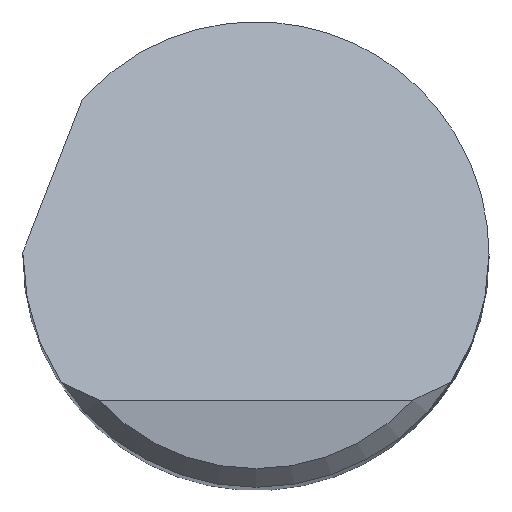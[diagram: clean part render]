
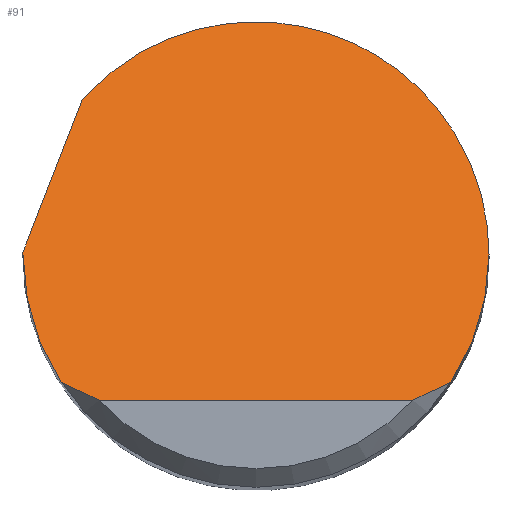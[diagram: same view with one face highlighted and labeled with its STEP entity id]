
A CAD part, top view. The second image highlights one B-rep face of the part: STEP entity #91.
In plain terms, the highlighted planar face has unit normal (0, 0.707, 0.707).
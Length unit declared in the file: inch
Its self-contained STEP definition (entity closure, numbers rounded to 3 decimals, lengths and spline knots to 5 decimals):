
#9 = VECTOR ( 'NONE', #420, 39.37008 ) ;
#17 = EDGE_CURVE ( 'NONE', #589, #304, #122, .T. ) ;
#23 = CARTESIAN_POINT ( 'NONE',  ( -0.00341, 0.27733, 1.60517 ) ) ;
#24 = CARTESIAN_POINT ( 'NONE',  ( 0.157, -0.1025, 1.985 ) ) ;
#47 = EDGE_CURVE ( 'NONE', #704, #327, #560, .T. ) ;
#51 = ORIENTED_EDGE ( 'NONE', *, *, #696, .F. ) ;
#73 = CARTESIAN_POINT ( 'NONE',  ( -0.1875, 0.00067, 1.88183 ) ) ;
#90 = FACE_OUTER_BOUND ( 'NONE', #434, .T. ) ;
#91 = ADVANCED_FACE ( 'NONE', ( #90 ), #210, .F. ) ;
#106 = ORIENTED_EDGE ( 'NONE', *, *, #475, .F. ) ;
#122 = LINE ( 'NONE', #358, #9 ) ;
#129 = ORIENTED_EDGE ( 'NONE', *, *, #47, .T. ) ;
#154 = CARTESIAN_POINT ( 'NONE',  ( 0.1875, 0., 1.8825 ) ) ;
#163 =( BOUNDED_CURVE ( )  B_SPLINE_CURVE ( 3, ( #361, #73, #538, #718 ),
 .UNSPECIFIED., .F., .T. ) 
 B_SPLINE_CURVE_WITH_KNOTS ( ( 4, 4 ),
 ( 4.71239, 4.72306 ),
 .UNSPECIFIED. ) 
 CURVE ( )  GEOMETRIC_REPRESENTATION_ITEM ( )  RATIONAL_B_SPLINE_CURVE ( ( 1., 1., 1., 1. ) ) 
 REPRESENTATION_ITEM ( '' )  );
#164 = CARTESIAN_POINT ( 'NONE',  ( -0.1369, -0.11288, 1.99538 ) ) ;
#167 = EDGE_CURVE ( 'NONE', #375, #704, #401, .T. ) ;
#191 = CARTESIAN_POINT ( 'NONE',  ( -0.13971, 0.12505, 1.75745 ) ) ;
#210 = PLANE ( 'NONE',  #226 ) ;
#226 = AXIS2_PLACEMENT_3D ( 'NONE', #373, #380, #447 ) ;
#231 = ORIENTED_EDGE ( 'NONE', *, *, #167, .T. ) ;
#237 = CARTESIAN_POINT ( 'NONE',  ( 0.157, -0.1025, 1.985 ) ) ;
#240 = CARTESIAN_POINT ( 'NONE',  ( 0.1875, -0.03666, 1.91916 ) ) ;
#247 = VERTEX_POINT ( 'NONE', #387 ) ;
#250 =( BOUNDED_CURVE ( )  B_SPLINE_CURVE ( 3, ( #154, #240, #339, #477 ),
 .UNSPECIFIED., .F., .T. ) 
 B_SPLINE_CURVE_WITH_KNOTS ( ( 4, 4 ),
 ( 1.5708, 2.14917 ),
 .UNSPECIFIED. ) 
 CURVE ( )  GEOMETRIC_REPRESENTATION_ITEM ( )  RATIONAL_B_SPLINE_CURVE ( ( 1., 0.972, 0.972, 1. ) ) 
 REPRESENTATION_ITEM ( '' )  );
#254 =( BOUNDED_CURVE ( )  B_SPLINE_CURVE ( 3, ( #191, #23, #255, #544 ),
 .UNSPECIFIED., .F., .T. ) 
 B_SPLINE_CURVE_WITH_KNOTS ( ( 4, 4 ),
 ( 5.44247, 7.85398 ),
 .UNSPECIFIED. ) 
 CURVE ( )  GEOMETRIC_REPRESENTATION_ITEM ( )  RATIONAL_B_SPLINE_CURVE ( ( 1., 0.571, 0.571, 1. ) ) 
 REPRESENTATION_ITEM ( '' )  );
#255 = CARTESIAN_POINT ( 'NONE',  ( 0.1875, 0.20437, 1.67813 ) ) ;
#264 = CARTESIAN_POINT ( 'NONE',  ( 0.1369, -0.11288, 1.99538 ) ) ;
#304 = VERTEX_POINT ( 'NONE', #357 ) ;
#327 = VERTEX_POINT ( 'NONE', #237 ) ;
#334 = EDGE_CURVE ( 'NONE', #448, #589, #163, .T. ) ;
#339 = CARTESIAN_POINT ( 'NONE',  ( 0.17704, -0.0718, 1.9543 ) ) ;
#342 = CARTESIAN_POINT ( 'NONE',  ( -0.18749, 0.002, 1.8805 ) ) ;
#357 = CARTESIAN_POINT ( 'NONE',  ( -0.13971, 0.12505, 1.75745 ) ) ;
#358 = CARTESIAN_POINT ( 'NONE',  ( -0.23064, -0.10912, 1.99162 ) ) ;
#361 = CARTESIAN_POINT ( 'NONE',  ( -0.1875, 0., 1.8825 ) ) ;
#373 = CARTESIAN_POINT ( 'NONE',  ( -0.1875, -0.1175, 2. ) ) ;
#375 = VERTEX_POINT ( 'NONE', #437 ) ;
#379 = EDGE_CURVE ( 'NONE', #304, #706, #254, .T. ) ;
#380 = DIRECTION ( 'NONE',  ( 0., -0.707, -0.707 ) ) ;
#387 = CARTESIAN_POINT ( 'NONE',  ( -0.157, -0.1025, 1.985 ) ) ;
#401 = LINE ( 'NONE', #744, #659 ) ;
#420 = DIRECTION ( 'NONE',  ( 0.265, 0.682, -0.682 ) ) ;
#434 = EDGE_LOOP ( 'NONE', ( #231, #129, #51, #642, #652, #592, #106, #764 ) ) ;
#437 = CARTESIAN_POINT ( 'NONE',  ( -0.12629, -0.1175, 2. ) ) ;
#447 = DIRECTION ( 'NONE',  ( 0., 0.707, -0.707 ) ) ;
#448 = VERTEX_POINT ( 'NONE', #610 ) ;
#459 = CARTESIAN_POINT ( 'NONE',  ( -0.157, -0.1025, 1.985 ) ) ;
#464 = CARTESIAN_POINT ( 'NONE',  ( 0.1875, 0., 1.8825 ) ) ;
#472 = CARTESIAN_POINT ( 'NONE',  ( -0.14711, -0.10785, 1.99035 ) ) ;
#475 = EDGE_CURVE ( 'NONE', #247, #448, #754, .T. ) ;
#477 = CARTESIAN_POINT ( 'NONE',  ( 0.157, -0.1025, 1.985 ) ) ;
#499 = CARTESIAN_POINT ( 'NONE',  ( -0.1875, -0.03666, 1.91916 ) ) ;
#502 = CARTESIAN_POINT ( 'NONE',  ( 0.12629, -0.1175, 2. ) ) ;
#510 = DIRECTION ( 'NONE',  ( 1., 0., 0. ) ) ;
#538 = CARTESIAN_POINT ( 'NONE',  ( -0.1875, 0.00133, 1.88117 ) ) ;
#544 = CARTESIAN_POINT ( 'NONE',  ( 0.1875, 0., 1.8825 ) ) ;
#559 = CARTESIAN_POINT ( 'NONE',  ( -0.1875, 0., 1.8825 ) ) ;
#560 = B_SPLINE_CURVE_WITH_KNOTS ( 'NONE', 3,
 ( #502, #264, #615, #24 ),
 .UNSPECIFIED., .F., .F.,
 ( 4, 4 ),
 ( 0., 0.00095 ),
 .UNSPECIFIED. ) ;
#589 = VERTEX_POINT ( 'NONE', #342 ) ;
#592 = ORIENTED_EDGE ( 'NONE', *, *, #334, .F. ) ;
#610 = CARTESIAN_POINT ( 'NONE',  ( -0.1875, 0., 1.8825 ) ) ;
#614 = B_SPLINE_CURVE_WITH_KNOTS ( 'NONE', 3,
 ( #459, #472, #164, #695 ),
 .UNSPECIFIED., .F., .F.,
 ( 4, 4 ),
 ( 0., 0.00095 ),
 .UNSPECIFIED. ) ;
#615 = CARTESIAN_POINT ( 'NONE',  ( 0.14711, -0.10785, 1.99035 ) ) ;
#617 = EDGE_CURVE ( 'NONE', #247, #375, #614, .T. ) ;
#623 = CARTESIAN_POINT ( 'NONE',  ( -0.17704, -0.0718, 1.9543 ) ) ;
#641 = CARTESIAN_POINT ( 'NONE',  ( 0.12629, -0.1175, 2. ) ) ;
#642 = ORIENTED_EDGE ( 'NONE', *, *, #379, .F. ) ;
#652 = ORIENTED_EDGE ( 'NONE', *, *, #17, .F. ) ;
#659 = VECTOR ( 'NONE', #510, 39.37008 ) ;
#678 = CARTESIAN_POINT ( 'NONE',  ( -0.157, -0.1025, 1.985 ) ) ;
#695 = CARTESIAN_POINT ( 'NONE',  ( -0.12629, -0.1175, 2. ) ) ;
#696 = EDGE_CURVE ( 'NONE', #706, #327, #250, .T. ) ;
#704 = VERTEX_POINT ( 'NONE', #641 ) ;
#706 = VERTEX_POINT ( 'NONE', #464 ) ;
#718 = CARTESIAN_POINT ( 'NONE',  ( -0.18749, 0.002, 1.8805 ) ) ;
#744 = CARTESIAN_POINT ( 'NONE',  ( 0., -0.1175, 2. ) ) ;
#754 =( BOUNDED_CURVE ( )  B_SPLINE_CURVE ( 3, ( #678, #623, #499, #559 ),
 .UNSPECIFIED., .F., .T. ) 
 B_SPLINE_CURVE_WITH_KNOTS ( ( 4, 4 ),
 ( 4.13401, 4.71239 ),
 .UNSPECIFIED. ) 
 CURVE ( )  GEOMETRIC_REPRESENTATION_ITEM ( )  RATIONAL_B_SPLINE_CURVE ( ( 1., 0.972, 0.972, 1. ) ) 
 REPRESENTATION_ITEM ( '' )  );
#764 = ORIENTED_EDGE ( 'NONE', *, *, #617, .T. ) ;
